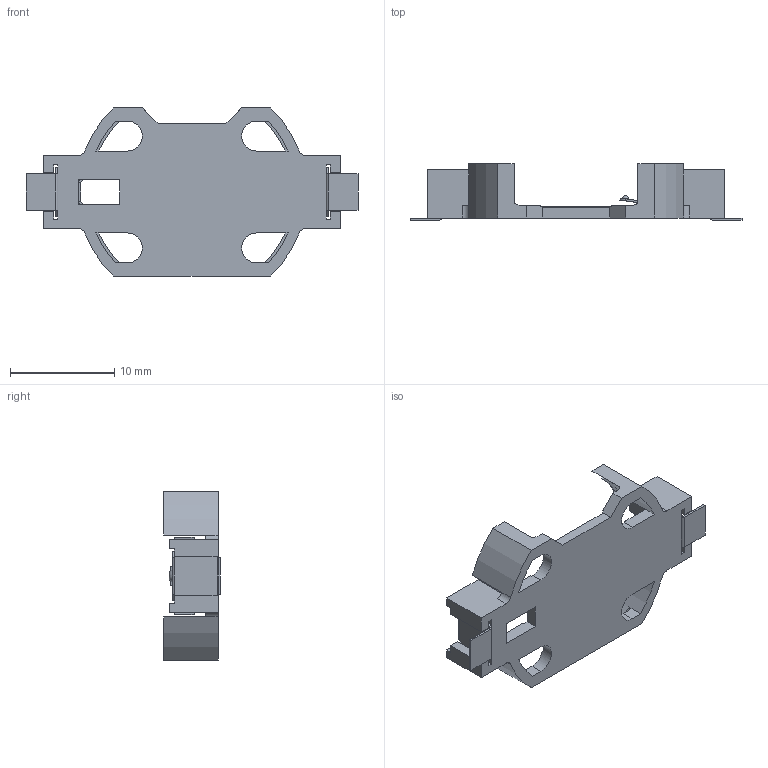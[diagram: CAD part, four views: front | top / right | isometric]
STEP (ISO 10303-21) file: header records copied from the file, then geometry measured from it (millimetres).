
FILE_DESCRIPTION (( 'STEP AP203' ), '1' );
FILE_NAME ('SMTU2032-LF.STEP', '2021-03-27T05:50:13', ( '' ), ( '' ), 'SwSTEP 2.0', 'SolidWorks 2018', '' );
FILE_SCHEMA (( 'CONFIG_CONTROL_DESIGN' ));
Length unit declared in the file: millimetre
Products named in the file (1): SMTU2032-LF
Bounding box: 31.8 x 5.4 x 16.1 mm (x, y, z)
Volume: 560.3 mm3; surface area: 1369.3 mm2
Topology: 2 solids, 2 shells, 265 faces, 730 edges, 468 vertices
Faces by surface type: plane 201, cylinder 44, torus 8, sphere 4, cone 4, bspline 4
Entity records: 8491 total; most frequent: CARTESIAN_POINT 1666, ORIENTED_EDGE 1448, DIRECTION 1346, EDGE_CURVE 724, LINE 570, VECTOR 570, VERTEX_POINT 464, AXIS2_PLACEMENT_3D 388
